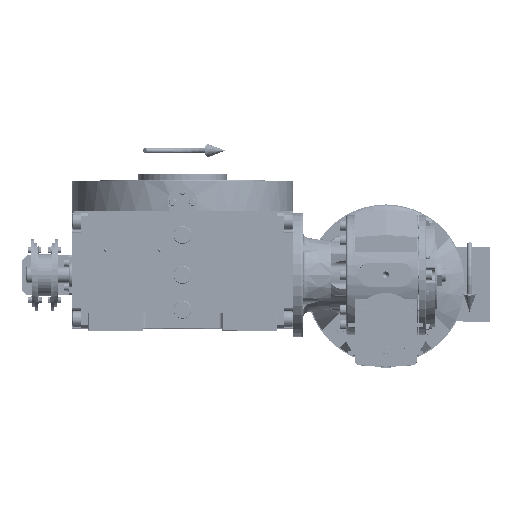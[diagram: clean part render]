
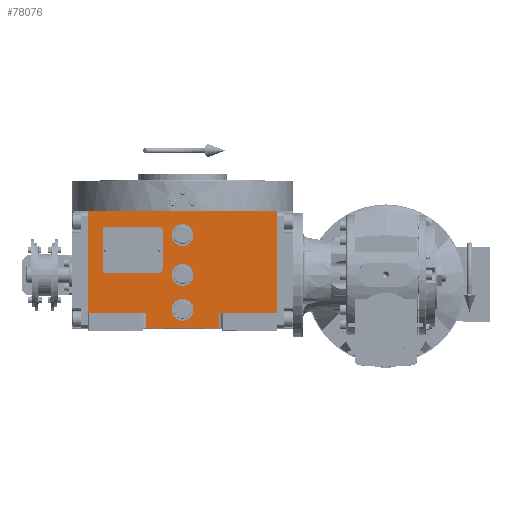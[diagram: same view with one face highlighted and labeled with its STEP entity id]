
A CAD part, top view. The second image highlights one B-rep face of the part: STEP entity #78076.
In plain terms, the highlighted planar face has unit normal (0, 0, 1).
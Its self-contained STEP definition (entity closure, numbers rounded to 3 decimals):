
#1544 = DIRECTION ( 'NONE',  ( 1., 0., 0. ) ) ;
#2831 = DIRECTION ( 'NONE',  ( 1., 0., 0. ) ) ;
#4278 = AXIS2_PLACEMENT_3D ( 'NONE', #149907, #74870, #65131 ) ;
#6545 = ORIENTED_EDGE ( 'NONE', *, *, #40755, .T. ) ;
#7256 = VECTOR ( 'NONE', #56538, 1000. ) ;
#7343 = VERTEX_POINT ( 'NONE', #117771 ) ;
#7686 = ORIENTED_EDGE ( 'NONE', *, *, #143797, .F. ) ;
#9217 = VECTOR ( 'NONE', #11428, 1000. ) ;
#9758 = CARTESIAN_POINT ( 'NONE',  ( 37., -38.5, 163.5 ) ) ;
#9968 = VECTOR ( 'NONE', #116443, 1000. ) ;
#11005 = AXIS2_PLACEMENT_3D ( 'NONE', #120168, #82242, #36771 ) ;
#11422 = VERTEX_POINT ( 'NONE', #22114 ) ;
#11428 = DIRECTION ( 'NONE',  ( 0., 1., 0. ) ) ;
#12525 = VERTEX_POINT ( 'NONE', #56319 ) ;
#12872 = EDGE_CURVE ( 'NONE', #11422, #79600, #145483, .T. ) ;
#13803 = CARTESIAN_POINT ( 'NONE',  ( 0., 40., 163.5 ) ) ;
#14950 = CARTESIAN_POINT ( 'NONE',  ( 0., -35., 163.5 ) ) ;
#15386 = DIRECTION ( 'NONE',  ( 0., 0., 1. ) ) ;
#20866 = DIRECTION ( 'NONE',  ( 0., 0., 1. ) ) ;
#21620 = ORIENTED_EDGE ( 'NONE', *, *, #12872, .T. ) ;
#22114 = CARTESIAN_POINT ( 'NONE',  ( 94.5, -38.5, 163.5 ) ) ;
#23654 = EDGE_CURVE ( 'NONE', #55597, #90821, #126149, .T. ) ;
#30113 = VERTEX_POINT ( 'NONE', #144679 ) ;
#31413 = CARTESIAN_POINT ( 'NONE',  ( -37., -53.5, 163.5 ) ) ;
#32186 = CARTESIAN_POINT ( 'NONE',  ( -94.5, -53.5, 163.5 ) ) ;
#32324 = LINE ( 'NONE', #131610, #7256 ) ;
#32497 = VECTOR ( 'NONE', #120413, 1000. ) ;
#35969 = CARTESIAN_POINT ( 'NONE',  ( 0., 0., 163.5 ) ) ;
#36771 = DIRECTION ( 'NONE',  ( -1., 0., 0. ) ) ;
#40036 = CIRCLE ( 'NONE', #145716, 11. ) ;
#40755 = EDGE_CURVE ( 'NONE', #132347, #11422, #81700, .T. ) ;
#40924 = CARTESIAN_POINT ( 'NONE',  ( 94.5, 64.5, 163.5 ) ) ;
#42622 = VERTEX_POINT ( 'NONE', #60066 ) ;
#42835 = CARTESIAN_POINT ( 'NONE',  ( -94.5, -38.5, 163.5 ) ) ;
#42904 = CARTESIAN_POINT ( 'NONE',  ( -11., -35., 163.5 ) ) ;
#44282 = PLANE ( 'NONE',  #77689 ) ;
#45329 = CIRCLE ( 'NONE', #94344, 11. ) ;
#46989 = EDGE_CURVE ( 'NONE', #7343, #79600, #80748, .T. ) ;
#49991 = CARTESIAN_POINT ( 'NONE',  ( -94.5, -38.5, 163.5 ) ) ;
#52766 = ORIENTED_EDGE ( 'NONE', *, *, #122125, .T. ) ;
#53267 = VECTOR ( 'NONE', #105932, 1000. ) ;
#53485 = LINE ( 'NONE', #142259, #9968 ) ;
#55597 = VERTEX_POINT ( 'NONE', #86547 ) ;
#55834 = CARTESIAN_POINT ( 'NONE',  ( 0., 0., 163.5 ) ) ;
#56319 = CARTESIAN_POINT ( 'NONE',  ( 37., -53.5, 163.5 ) ) ;
#56406 = FACE_BOUND ( 'NONE', #65707, .T. ) ;
#56538 = DIRECTION ( 'NONE',  ( 1., 0., 0. ) ) ;
#58057 = CARTESIAN_POINT ( 'NONE',  ( -11., 40., 163.5 ) ) ;
#60066 = CARTESIAN_POINT ( 'NONE',  ( -37., -38.5, 163.5 ) ) ;
#60593 = EDGE_LOOP ( 'NONE', ( #118285, #7686 ) ) ;
#63055 = DIRECTION ( 'NONE',  ( -1., 0., 0. ) ) ;
#65131 = DIRECTION ( 'NONE',  ( 1., 0., 0. ) ) ;
#65707 = EDGE_LOOP ( 'NONE', ( #99875, #155703 ) ) ;
#68366 = ORIENTED_EDGE ( 'NONE', *, *, #82926, .F. ) ;
#72369 = CIRCLE ( 'NONE', #126550, 11. ) ;
#73047 = ORIENTED_EDGE ( 'NONE', *, *, #117080, .F. ) ;
#74870 = DIRECTION ( 'NONE',  ( 0., 0., 1. ) ) ;
#77689 = AXIS2_PLACEMENT_3D ( 'NONE', #32186, #20866, #132277 ) ;
#78076 = ADVANCED_FACE ( 'NONE', ( #142794, #93573, #56406, #120155 ), #44282, .T. ) ;
#78983 = CARTESIAN_POINT ( 'NONE',  ( 37., -38.5, 163.5 ) ) ;
#79600 = VERTEX_POINT ( 'NONE', #40924 ) ;
#80072 = DIRECTION ( 'NONE',  ( 0., 0., 1. ) ) ;
#80748 = LINE ( 'NONE', #94464, #105773 ) ;
#81700 = LINE ( 'NONE', #9758, #32497 ) ;
#82242 = DIRECTION ( 'NONE',  ( 0., 0., 1. ) ) ;
#82926 = EDGE_CURVE ( 'NONE', #132347, #12525, #94629, .T. ) ;
#83816 = ORIENTED_EDGE ( 'NONE', *, *, #46989, .F. ) ;
#84179 = CIRCLE ( 'NONE', #4278, 11. ) ;
#84875 = EDGE_CURVE ( 'NONE', #148631, #7343, #53485, .T. ) ;
#84938 = CARTESIAN_POINT ( 'NONE',  ( 94.5, -38.5, 163.5 ) ) ;
#85220 = DIRECTION ( 'NONE',  ( 0., 0., 1. ) ) ;
#85428 = VERTEX_POINT ( 'NONE', #58057 ) ;
#86547 = CARTESIAN_POINT ( 'NONE',  ( -11., 0., 163.5 ) ) ;
#87154 = LINE ( 'NONE', #49991, #154852 ) ;
#90821 = VERTEX_POINT ( 'NONE', #109654 ) ;
#90838 = DIRECTION ( 'NONE',  ( 0., 0., 1. ) ) ;
#91139 = VERTEX_POINT ( 'NONE', #105290 ) ;
#91392 = DIRECTION ( 'NONE',  ( 1., 0., 0. ) ) ;
#92769 = EDGE_CURVE ( 'NONE', #90821, #55597, #40036, .T. ) ;
#93573 = FACE_BOUND ( 'NONE', #60593, .T. ) ;
#94344 = AXIS2_PLACEMENT_3D ( 'NONE', #14950, #90838, #2831 ) ;
#94464 = CARTESIAN_POINT ( 'NONE',  ( -94.5, 64.5, 163.5 ) ) ;
#94629 = LINE ( 'NONE', #158301, #53267 ) ;
#95257 = EDGE_CURVE ( 'NONE', #91139, #116734, #45329, .T. ) ;
#99875 = ORIENTED_EDGE ( 'NONE', *, *, #114474, .F. ) ;
#105290 = CARTESIAN_POINT ( 'NONE',  ( 11., -35., 163.5 ) ) ;
#105773 = VECTOR ( 'NONE', #129999, 1000. ) ;
#105932 = DIRECTION ( 'NONE',  ( 0., -1., 0. ) ) ;
#107663 = EDGE_CURVE ( 'NONE', #30113, #12525, #32324, .T. ) ;
#108842 = ORIENTED_EDGE ( 'NONE', *, *, #23654, .F. ) ;
#109519 = ORIENTED_EDGE ( 'NONE', *, *, #84875, .F. ) ;
#109654 = CARTESIAN_POINT ( 'NONE',  ( 11., 0., 163.5 ) ) ;
#111770 = VERTEX_POINT ( 'NONE', #112148 ) ;
#112148 = CARTESIAN_POINT ( 'NONE',  ( 11., 40., 163.5 ) ) ;
#114474 = EDGE_CURVE ( 'NONE', #111770, #85428, #84179, .T. ) ;
#116443 = DIRECTION ( 'NONE',  ( 0., 1., 0. ) ) ;
#116734 = VERTEX_POINT ( 'NONE', #42904 ) ;
#117080 = EDGE_CURVE ( 'NONE', #30113, #42622, #142011, .T. ) ;
#117771 = CARTESIAN_POINT ( 'NONE',  ( -94.5, 64.5, 163.5 ) ) ;
#118285 = ORIENTED_EDGE ( 'NONE', *, *, #95257, .F. ) ;
#120155 = FACE_OUTER_BOUND ( 'NONE', #126568, .T. ) ;
#120168 = CARTESIAN_POINT ( 'NONE',  ( 0., -35., 163.5 ) ) ;
#120413 = DIRECTION ( 'NONE',  ( 1., 0., 0. ) ) ;
#120576 = EDGE_CURVE ( 'NONE', #85428, #111770, #72369, .T. ) ;
#122125 = EDGE_CURVE ( 'NONE', #148631, #42622, #87154, .T. ) ;
#124689 = EDGE_LOOP ( 'NONE', ( #126414, #108842 ) ) ;
#126093 = ORIENTED_EDGE ( 'NONE', *, *, #107663, .T. ) ;
#126149 = CIRCLE ( 'NONE', #159524, 11. ) ;
#126414 = ORIENTED_EDGE ( 'NONE', *, *, #92769, .F. ) ;
#126550 = AXIS2_PLACEMENT_3D ( 'NONE', #13803, #15386, #63055 ) ;
#126568 = EDGE_LOOP ( 'NONE', ( #126093, #68366, #6545, #21620, #83816, #109519, #52766, #73047 ) ) ;
#129648 = CIRCLE ( 'NONE', #11005, 11. ) ;
#129999 = DIRECTION ( 'NONE',  ( 1., 0., 0. ) ) ;
#131610 = CARTESIAN_POINT ( 'NONE',  ( -37., -53.5, 163.5 ) ) ;
#132277 = DIRECTION ( 'NONE',  ( 1., 0., 0. ) ) ;
#132347 = VERTEX_POINT ( 'NONE', #78983 ) ;
#138904 = VECTOR ( 'NONE', #142807, 1000. ) ;
#142011 = LINE ( 'NONE', #31413, #138904 ) ;
#142259 = CARTESIAN_POINT ( 'NONE',  ( -94.5, -38.5, 163.5 ) ) ;
#142794 = FACE_BOUND ( 'NONE', #124689, .T. ) ;
#142807 = DIRECTION ( 'NONE',  ( 0., 1., 0. ) ) ;
#143797 = EDGE_CURVE ( 'NONE', #116734, #91139, #129648, .T. ) ;
#144679 = CARTESIAN_POINT ( 'NONE',  ( -37., -53.5, 163.5 ) ) ;
#145483 = LINE ( 'NONE', #84938, #9217 ) ;
#145716 = AXIS2_PLACEMENT_3D ( 'NONE', #55834, #80072, #91392 ) ;
#148149 = DIRECTION ( 'NONE',  ( -1., 0., 0. ) ) ;
#148631 = VERTEX_POINT ( 'NONE', #42835 ) ;
#149907 = CARTESIAN_POINT ( 'NONE',  ( 0., 40., 163.5 ) ) ;
#154852 = VECTOR ( 'NONE', #1544, 1000. ) ;
#155703 = ORIENTED_EDGE ( 'NONE', *, *, #120576, .F. ) ;
#158301 = CARTESIAN_POINT ( 'NONE',  ( 37., -38.5, 163.5 ) ) ;
#159524 = AXIS2_PLACEMENT_3D ( 'NONE', #35969, #85220, #148149 ) ;
